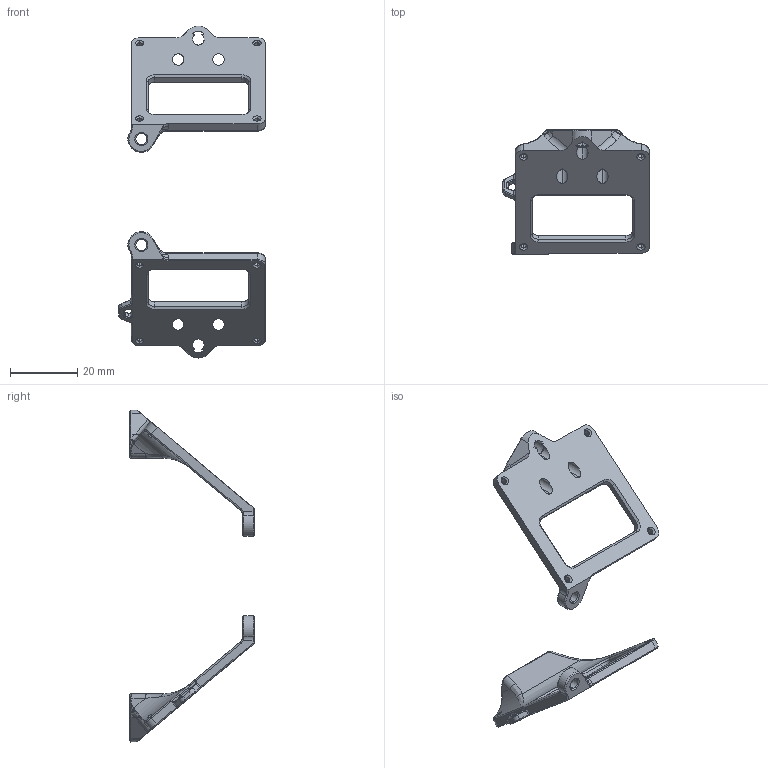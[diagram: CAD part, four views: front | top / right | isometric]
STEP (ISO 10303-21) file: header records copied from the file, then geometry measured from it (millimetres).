
FILE_DESCRIPTION (( 'STEP AP214' ), '1' );
FILE_NAME ('Main Body^K3 Sherpa Mini Toolhead(Hidden main body).STEP', '2024-08-13T07:30:31', ( '' ), ( '' ), 'SwSTEP 2.0', 'SolidWorks 2024', '' );
FILE_SCHEMA (( 'AUTOMOTIVE_DESIGN' ));
Length unit declared in the file: millimetre
Products named in the file (1): Main Body^K3 Sherpa Mini Toolhead(Hidden main body)
Bounding box: 43.8 x 37 x 99 mm (x, y, z)
Volume: 10671.2 mm3; surface area: 7644.5 mm2
Topology: 2 solids, 2 shells, 474 faces, 1157 edges, 662 vertices
Faces by surface type: cylinder 136, bspline 118, plane 95, cone 90, torus 35
Entity records: 17144 total; most frequent: CARTESIAN_POINT 7006, ORIENTED_EDGE 2266, DIRECTION 1931, EDGE_CURVE 1133, AXIS2_PLACEMENT_3D 757, VERTEX_POINT 662, EDGE_LOOP 511, FACE_OUTER_BOUND 474
